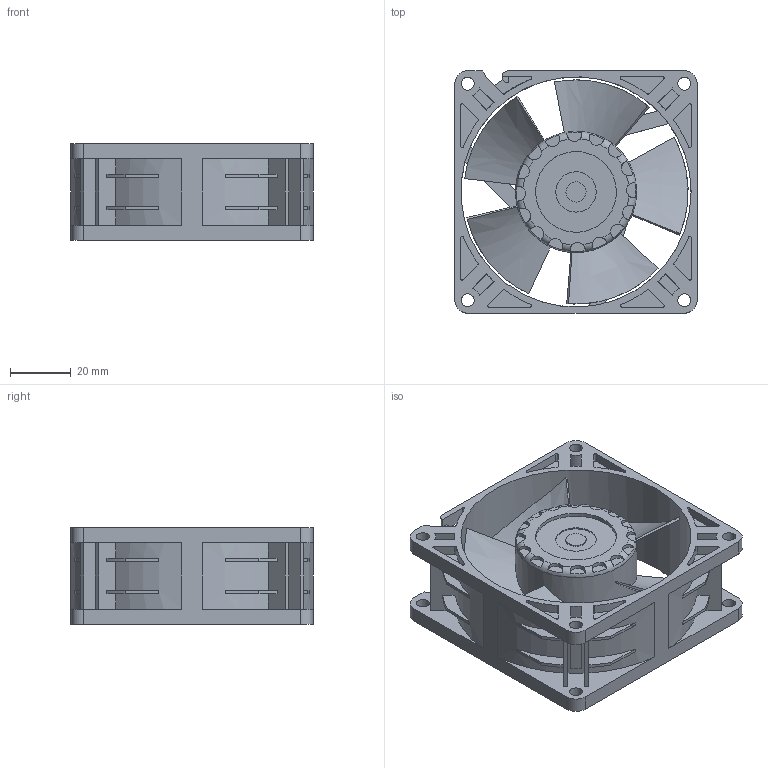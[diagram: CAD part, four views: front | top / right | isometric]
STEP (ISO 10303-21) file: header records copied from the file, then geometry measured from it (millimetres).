
FILE_DESCRIPTION (( 'STEP AP214' ), '1' );
FILE_NAME ('8312_NL_ebm-papst.step', '2020-05-30T10:36:28', ( '' ), ( '' ), 'SwSTEP 2.0', 'SolidWorks 2010', '' );
FILE_SCHEMA (( 'AUTOMOTIVE_DESIGN' ));
Length unit declared in the file: millimetre
Products named in the file (3): Fan-House_8312_NL_ebm-papst_8312 NL_ebm-papst; Fan_8312_NL_ebm-papst_8312 NL_ebm-papst; 8312_NL_ebm-papst
Assembly tree (2 placements, depth 2):
  8312_NL_ebm-papst
    Fan_8312_NL_ebm-papst_8312 NL_ebm-papst
    Fan-House_8312_NL_ebm-papst_8312 NL_ebm-papst
Bounding box: 80 x 80 x 32 mm (x, y, z)
Volume: 73090.3 mm3; surface area: 43575.7 mm2
Topology: 2 solids, 2 shells, 340 faces, 983 edges, 656 vertices
Faces by surface type: plane 210, cylinder 119, bspline 10, torus 1
Full cylindrical faces by diameter (mm): 4.3 x8, 6.667 x1, 13.333 x1, 26.667 x1, 40 x1, 76 x1
Entity records: 12047 total; most frequent: CARTESIAN_POINT 2855, ORIENTED_EDGE 1914, DIRECTION 1837, EDGE_CURVE 957, AXIS2_PLACEMENT_3D 649, VERTEX_POINT 645, VECTOR 539, LINE 539
